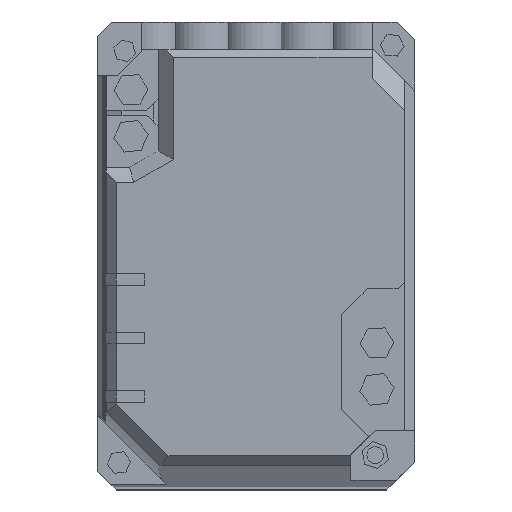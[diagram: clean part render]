
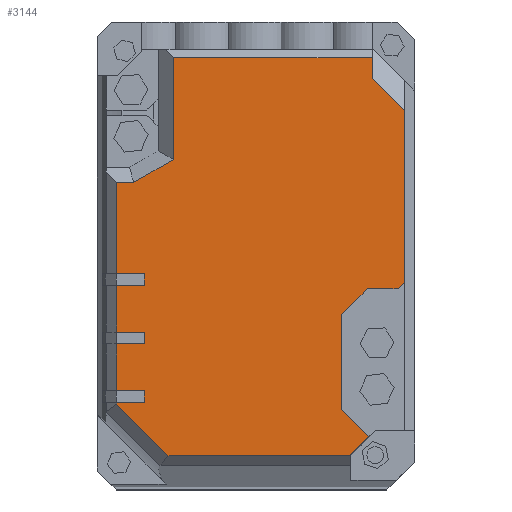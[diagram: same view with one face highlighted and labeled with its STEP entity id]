
A CAD part, top view. The second image highlights one B-rep face of the part: STEP entity #3144.
In plain terms, the highlighted planar face has unit normal (0, 0, 1).
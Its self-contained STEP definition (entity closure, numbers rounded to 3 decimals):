
#199=FACE_OUTER_BOUND('',#366,.T.);
#366=EDGE_LOOP('',(#2521,#2522,#2523,#2524,#2525,#2526,#2527,#2528,#2529,
#2530,#2531,#2532,#2533,#2534,#2535,#2536,#2537,#2538,#2539,#2540,#2541,
#2542,#2543,#2544,#2545,#2546,#2547,#2548,#2549));
#624=LINE('',#4619,#1042);
#628=LINE('',#4628,#1046);
#632=LINE('',#4637,#1050);
#642=LINE('',#4656,#1060);
#651=LINE('',#4674,#1069);
#660=LINE('',#4692,#1078);
#685=LINE('',#4743,#1103);
#691=LINE('',#4755,#1109);
#697=LINE('',#4767,#1115);
#719=LINE('',#4810,#1137);
#720=LINE('',#4813,#1138);
#722=LINE('',#4816,#1140);
#723=LINE('',#4818,#1141);
#724=LINE('',#4821,#1142);
#725=LINE('',#4823,#1143);
#726=LINE('',#4825,#1144);
#727=LINE('',#4827,#1145);
#728=LINE('',#4829,#1146);
#729=LINE('',#4831,#1147);
#730=LINE('',#4833,#1148);
#731=LINE('',#4835,#1149);
#732=LINE('',#4837,#1150);
#733=LINE('',#4839,#1151);
#734=LINE('',#4841,#1152);
#735=LINE('',#4843,#1153);
#736=LINE('',#4845,#1154);
#737=LINE('',#4847,#1155);
#738=LINE('',#4849,#1156);
#739=LINE('',#4850,#1157);
#1042=VECTOR('',#3762,10.);
#1046=VECTOR('',#3768,10.);
#1050=VECTOR('',#3774,10.);
#1060=VECTOR('',#3786,10.);
#1069=VECTOR('',#3797,10.);
#1078=VECTOR('',#3808,10.);
#1103=VECTOR('',#3859,10.);
#1109=VECTOR('',#3869,10.);
#1115=VECTOR('',#3879,10.);
#1137=VECTOR('',#3915,10.);
#1138=VECTOR('',#3918,10.);
#1140=VECTOR('',#3922,10.);
#1141=VECTOR('',#3925,10.);
#1142=VECTOR('',#3928,10.);
#1143=VECTOR('',#3929,10.);
#1144=VECTOR('',#3930,10.);
#1145=VECTOR('',#3931,10.);
#1146=VECTOR('',#3932,10.);
#1147=VECTOR('',#3933,10.);
#1148=VECTOR('',#3934,10.);
#1149=VECTOR('',#3935,10.);
#1150=VECTOR('',#3936,10.);
#1151=VECTOR('',#3937,10.);
#1152=VECTOR('',#3938,10.);
#1153=VECTOR('',#3939,10.);
#1154=VECTOR('',#3940,10.);
#1155=VECTOR('',#3941,10.);
#1156=VECTOR('',#3942,10.);
#1157=VECTOR('',#3943,10.);
#1404=VERTEX_POINT('',#4616);
#1405=VERTEX_POINT('',#4618);
#1408=VERTEX_POINT('',#4625);
#1409=VERTEX_POINT('',#4627);
#1412=VERTEX_POINT('',#4634);
#1413=VERTEX_POINT('',#4636);
#1421=VERTEX_POINT('',#4654);
#1429=VERTEX_POINT('',#4672);
#1437=VERTEX_POINT('',#4690);
#1450=VERTEX_POINT('',#4742);
#1454=VERTEX_POINT('',#4754);
#1458=VERTEX_POINT('',#4766);
#1472=VERTEX_POINT('',#4808);
#1473=VERTEX_POINT('',#4812);
#1474=VERTEX_POINT('',#4820);
#1475=VERTEX_POINT('',#4822);
#1476=VERTEX_POINT('',#4824);
#1477=VERTEX_POINT('',#4826);
#1478=VERTEX_POINT('',#4828);
#1479=VERTEX_POINT('',#4830);
#1480=VERTEX_POINT('',#4832);
#1481=VERTEX_POINT('',#4834);
#1482=VERTEX_POINT('',#4836);
#1483=VERTEX_POINT('',#4838);
#1484=VERTEX_POINT('',#4840);
#1485=VERTEX_POINT('',#4842);
#1486=VERTEX_POINT('',#4844);
#1487=VERTEX_POINT('',#4846);
#1488=VERTEX_POINT('',#4848);
#1757=EDGE_CURVE('',#1405,#1404,#624,.T.);
#1761=EDGE_CURVE('',#1409,#1408,#628,.T.);
#1765=EDGE_CURVE('',#1413,#1412,#632,.T.);
#1775=EDGE_CURVE('',#1404,#1421,#642,.T.);
#1784=EDGE_CURVE('',#1408,#1429,#651,.T.);
#1793=EDGE_CURVE('',#1412,#1437,#660,.T.);
#1818=EDGE_CURVE('',#1450,#1413,#685,.T.);
#1824=EDGE_CURVE('',#1454,#1409,#691,.T.);
#1830=EDGE_CURVE('',#1458,#1405,#697,.T.);
#1853=EDGE_CURVE('',#1472,#1421,#719,.T.);
#1854=EDGE_CURVE('',#1450,#1473,#720,.T.);
#1856=EDGE_CURVE('',#1458,#1429,#722,.T.);
#1857=EDGE_CURVE('',#1454,#1437,#723,.T.);
#1858=EDGE_CURVE('',#1474,#1472,#724,.T.);
#1859=EDGE_CURVE('',#1475,#1474,#725,.T.);
#1860=EDGE_CURVE('',#1475,#1476,#726,.T.);
#1861=EDGE_CURVE('',#1476,#1477,#727,.T.);
#1862=EDGE_CURVE('',#1477,#1478,#728,.T.);
#1863=EDGE_CURVE('',#1478,#1479,#729,.T.);
#1864=EDGE_CURVE('',#1479,#1480,#730,.T.);
#1865=EDGE_CURVE('',#1480,#1481,#731,.T.);
#1866=EDGE_CURVE('',#1481,#1482,#732,.T.);
#1867=EDGE_CURVE('',#1482,#1483,#733,.T.);
#1868=EDGE_CURVE('',#1484,#1483,#734,.T.);
#1869=EDGE_CURVE('',#1485,#1484,#735,.T.);
#1870=EDGE_CURVE('',#1486,#1485,#736,.T.);
#1871=EDGE_CURVE('',#1487,#1486,#737,.T.);
#1872=EDGE_CURVE('',#1488,#1487,#738,.T.);
#1873=EDGE_CURVE('',#1473,#1488,#739,.T.);
#2521=ORIENTED_EDGE('',*,*,#1775,.T.);
#2522=ORIENTED_EDGE('',*,*,#1853,.F.);
#2523=ORIENTED_EDGE('',*,*,#1858,.F.);
#2524=ORIENTED_EDGE('',*,*,#1859,.F.);
#2525=ORIENTED_EDGE('',*,*,#1860,.T.);
#2526=ORIENTED_EDGE('',*,*,#1861,.T.);
#2527=ORIENTED_EDGE('',*,*,#1862,.T.);
#2528=ORIENTED_EDGE('',*,*,#1863,.T.);
#2529=ORIENTED_EDGE('',*,*,#1864,.T.);
#2530=ORIENTED_EDGE('',*,*,#1865,.T.);
#2531=ORIENTED_EDGE('',*,*,#1866,.T.);
#2532=ORIENTED_EDGE('',*,*,#1867,.T.);
#2533=ORIENTED_EDGE('',*,*,#1868,.F.);
#2534=ORIENTED_EDGE('',*,*,#1869,.F.);
#2535=ORIENTED_EDGE('',*,*,#1870,.F.);
#2536=ORIENTED_EDGE('',*,*,#1871,.F.);
#2537=ORIENTED_EDGE('',*,*,#1872,.F.);
#2538=ORIENTED_EDGE('',*,*,#1873,.F.);
#2539=ORIENTED_EDGE('',*,*,#1854,.F.);
#2540=ORIENTED_EDGE('',*,*,#1818,.T.);
#2541=ORIENTED_EDGE('',*,*,#1765,.T.);
#2542=ORIENTED_EDGE('',*,*,#1793,.T.);
#2543=ORIENTED_EDGE('',*,*,#1857,.F.);
#2544=ORIENTED_EDGE('',*,*,#1824,.T.);
#2545=ORIENTED_EDGE('',*,*,#1761,.T.);
#2546=ORIENTED_EDGE('',*,*,#1784,.T.);
#2547=ORIENTED_EDGE('',*,*,#1856,.F.);
#2548=ORIENTED_EDGE('',*,*,#1830,.T.);
#2549=ORIENTED_EDGE('',*,*,#1757,.T.);
#2986=PLANE('',#3323);
#3144=ADVANCED_FACE('',(#199),#2986,.T.);
#3323=AXIS2_PLACEMENT_3D('',#4819,#3926,#3927);
#3762=DIRECTION('',(0.,-1.,0.));
#3768=DIRECTION('',(0.,-1.,0.));
#3774=DIRECTION('',(0.,-1.,0.));
#3786=DIRECTION('',(-1.,0.,0.));
#3797=DIRECTION('',(-1.,0.,0.));
#3808=DIRECTION('',(-1.,0.,0.));
#3859=DIRECTION('',(1.,0.,0.));
#3869=DIRECTION('',(1.,0.,0.));
#3879=DIRECTION('',(1.,0.,0.));
#3915=DIRECTION('',(0.,1.,0.));
#3918=DIRECTION('',(0.,1.,0.));
#3922=DIRECTION('',(0.,1.,0.));
#3925=DIRECTION('',(0.,1.,0.));
#3926=DIRECTION('center_axis',(0.,0.,1.));
#3927=DIRECTION('ref_axis',(1.,0.,0.));
#3928=DIRECTION('',(-0.707,0.707,0.));
#3929=DIRECTION('',(-1.,0.,0.));
#3930=DIRECTION('',(0.,1.,0.));
#3931=DIRECTION('',(0.707,0.707,0.));
#3932=DIRECTION('',(-0.707,0.707,0.));
#3933=DIRECTION('',(0.,1.,0.));
#3934=DIRECTION('',(0.707,0.707,0.));
#3935=DIRECTION('',(1.,0.,0.));
#3936=DIRECTION('',(0.707,0.707,0.));
#3937=DIRECTION('',(0.,1.,0.));
#3938=DIRECTION('',(0.707,-0.707,0.));
#3939=DIRECTION('',(0.,-1.,0.));
#3940=DIRECTION('',(1.,0.,0.));
#3941=DIRECTION('',(0.,1.,0.));
#3942=DIRECTION('',(0.866,0.5,0.));
#3943=DIRECTION('',(1.,0.,0.));
#4616=CARTESIAN_POINT('',(-63.969,-121.,32.031));
#4618=CARTESIAN_POINT('',(-63.969,-117.,32.031));
#4619=CARTESIAN_POINT('',(-63.969,-135.95,32.031));
#4625=CARTESIAN_POINT('',(-63.969,-100.968,32.031));
#4627=CARTESIAN_POINT('',(-63.969,-96.968,32.031));
#4628=CARTESIAN_POINT('',(-63.969,-125.934,32.031));
#4634=CARTESIAN_POINT('',(-63.969,-80.985,32.031));
#4636=CARTESIAN_POINT('',(-63.969,-76.985,32.031));
#4637=CARTESIAN_POINT('',(-63.969,-115.943,32.031));
#4654=CARTESIAN_POINT('',(-73.444,-121.,32.031));
#4656=CARTESIAN_POINT('',(-34.5,-121.,32.031));
#4672=CARTESIAN_POINT('',(-73.444,-100.968,32.031));
#4674=CARTESIAN_POINT('',(-34.5,-100.968,32.031));
#4690=CARTESIAN_POINT('',(-73.444,-80.985,32.031));
#4692=CARTESIAN_POINT('',(-34.5,-80.985,32.031));
#4742=CARTESIAN_POINT('',(-73.444,-76.985,32.031));
#4743=CARTESIAN_POINT('',(-34.5,-76.985,32.031));
#4754=CARTESIAN_POINT('',(-73.444,-96.968,32.031));
#4755=CARTESIAN_POINT('',(-34.5,-96.968,32.031));
#4766=CARTESIAN_POINT('',(-73.444,-117.,32.031));
#4767=CARTESIAN_POINT('',(-34.5,-117.,32.031));
#4808=CARTESIAN_POINT('',(-73.444,-121.622,32.031));
#4810=CARTESIAN_POINT('',(-73.444,-150.9,32.031));
#4812=CARTESIAN_POINT('',(-73.444,-45.792,32.031));
#4813=CARTESIAN_POINT('',(-73.444,-150.9,32.031));
#4816=CARTESIAN_POINT('',(-73.444,-150.9,32.031));
#4818=CARTESIAN_POINT('',(-73.444,-150.9,32.031));
#4819=CARTESIAN_POINT('Origin',(0.,-150.9,32.031));
#4820=CARTESIAN_POINT('',(-55.861,-139.205,32.031));
#4821=CARTESIAN_POINT('',(-48.456,-146.61,32.031));
#4822=CARTESIAN_POINT('',(6.689,-139.205,32.031));
#4823=CARTESIAN_POINT('',(-40.003,-139.205,32.031));
#4824=CARTESIAN_POINT('',(6.689,-139.,32.031));
#4825=CARTESIAN_POINT('',(6.689,-150.9,32.031));
#4826=CARTESIAN_POINT('',(12.86,-132.829,32.031));
#4827=CARTESIAN_POINT('',(2.042,-143.647,32.031));
#4828=CARTESIAN_POINT('',(3.435,-123.405,32.031));
#4829=CARTESIAN_POINT('',(14.162,-134.132,32.031));
#4830=CARTESIAN_POINT('',(3.435,-91.,32.031));
#4831=CARTESIAN_POINT('',(3.435,-137.152,32.031));
#4832=CARTESIAN_POINT('',(12.258,-82.177,32.031));
#4833=CARTESIAN_POINT('',(-12.399,-106.834,32.031));
#4834=CARTESIAN_POINT('',(22.86,-82.177,32.031));
#4835=CARTESIAN_POINT('',(6.129,-82.177,32.031));
#4836=CARTESIAN_POINT('',(25.,-80.037,32.031));
#4837=CARTESIAN_POINT('',(-0.036,-105.073,32.031));
#4838=CARTESIAN_POINT('',(25.,-21.327,32.031));
#4839=CARTESIAN_POINT('',(25.,-140.794,32.031));
#4840=CARTESIAN_POINT('',(14.,-10.327,32.031));
#4841=CARTESIAN_POINT('',(50.303,-46.63,32.031));
#4842=CARTESIAN_POINT('',(14.,-3.051,32.031));
#4843=CARTESIAN_POINT('',(14.,-75.45,32.031));
#4844=CARTESIAN_POINT('',(-54.038,-3.051,32.031));
#4845=CARTESIAN_POINT('',(-13.165,-3.051,32.031));
#4846=CARTESIAN_POINT('',(-54.038,-37.947,32.031));
#4847=CARTESIAN_POINT('',(-54.038,-69.27,32.031));
#4848=CARTESIAN_POINT('',(-67.627,-45.792,32.031));
#4849=CARTESIAN_POINT('',(-59.51,-41.106,32.031));
#4850=CARTESIAN_POINT('',(-34.5,-45.792,32.031));
